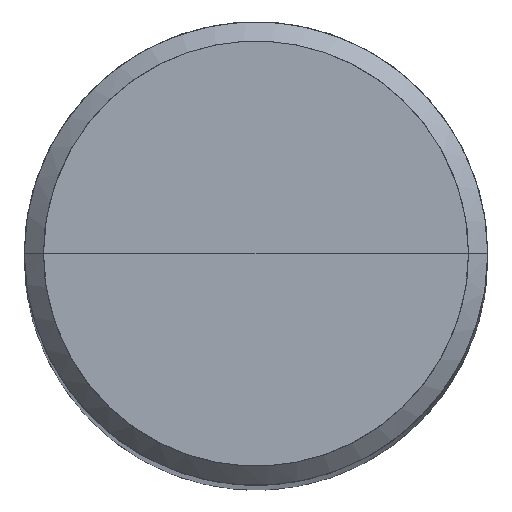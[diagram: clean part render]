
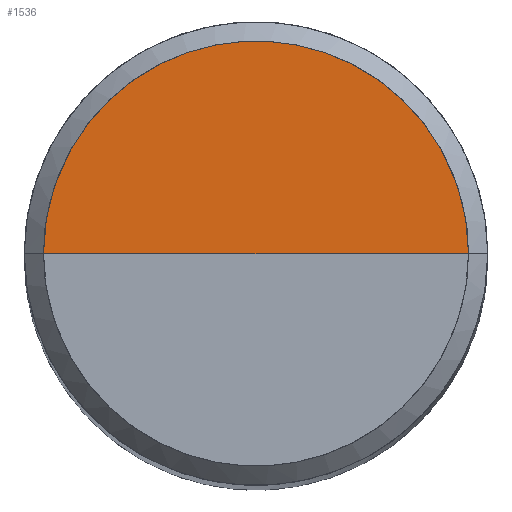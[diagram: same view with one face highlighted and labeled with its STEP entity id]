
A CAD part, top view. The second image highlights one B-rep face of the part: STEP entity #1536.
In plain terms, the highlighted free-form (B-spline) face has degree [1, 2] with [2, 5] control points.
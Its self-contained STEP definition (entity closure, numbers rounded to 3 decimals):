
#1270=CARTESIAN_POINT('',(2.75,0.0,43.0));
#1271=CARTESIAN_POINT('',(2.75,2.75,43.0));
#1272=CARTESIAN_POINT('',(0.0,2.75,43.0));
#1273=CARTESIAN_POINT('',(-2.75,2.75,43.0));
#1274=CARTESIAN_POINT('',(-2.75,0.0,43.0));
#1275=CARTESIAN_POINT('',(0.0,0.0,43.0));
#1521=(
BOUNDED_SURFACE()
B_SPLINE_SURFACE(1,2,(
(#1270,#1271,#1272,#1273,#1274),
(#1275,#1275,#1275,#1275,#1275)
), .UNSPECIFIED.,.F.,.F.,.F.)
B_SPLINE_SURFACE_WITH_KNOTS((2,2),(3,2,3),(
0.0,1.0),(
0.0,0.5,1.0), .UNSPECIFIED.)
GEOMETRIC_REPRESENTATION_ITEM()
RATIONAL_B_SPLINE_SURFACE(((1.0,0.707,1.0,0.707,1.0),
(1.0,0.707,1.0,0.707,1.0)
))
REPRESENTATION_ITEM('')
SURFACE()
);
#1522=(
BOUNDED_CURVE()
B_SPLINE_CURVE(2,(#1274,#1273,#1272,#1271,#1270),.UNSPECIFIED.,.F.,.F.)
B_SPLINE_CURVE_WITH_KNOTS((3,2,3),
(0.0,0.5,1.0),.UNSPECIFIED.)
CURVE()
GEOMETRIC_REPRESENTATION_ITEM()
RATIONAL_B_SPLINE_CURVE((1.0,0.707,1.0,0.707,1.0))
REPRESENTATION_ITEM('')
);
#1523=(
BOUNDED_CURVE()
B_SPLINE_CURVE(1,(#1270,#1275),.UNSPECIFIED.,.F.,.F.)
B_SPLINE_CURVE_WITH_KNOTS((2,2),
(0.0,1.0),.UNSPECIFIED.)
CURVE()
GEOMETRIC_REPRESENTATION_ITEM()
RATIONAL_B_SPLINE_CURVE((1.0,1.0))
REPRESENTATION_ITEM('')
);
#1524=(
BOUNDED_CURVE()
B_SPLINE_CURVE(1,(#1275,#1274),.UNSPECIFIED.,.F.,.F.)
B_SPLINE_CURVE_WITH_KNOTS((2,2),
(0.0,1.0),.UNSPECIFIED.)
CURVE()
GEOMETRIC_REPRESENTATION_ITEM()
RATIONAL_B_SPLINE_CURVE((1.0,1.0))
REPRESENTATION_ITEM('')
);
#1525=VERTEX_POINT('',#1270);
#1526=VERTEX_POINT('',#1274);
#1527=VERTEX_POINT('',#1275);
#1528=EDGE_CURVE('',#1526,#1525,#1522,.T.);
#1529=EDGE_CURVE('',#1525,#1527,#1523,.T.);
#1530=EDGE_CURVE('',#1527,#1526,#1524,.T.);
#1531=ORIENTED_EDGE('',*,*,#1528,.T.);
#1532=ORIENTED_EDGE('',*,*,#1529,.T.);
#1533=ORIENTED_EDGE('',*,*,#1530,.T.);
#1534=EDGE_LOOP('',(#1531,#1532,#1533));
#1535=FACE_OUTER_BOUND('',#1534,.T.);
#1536=ADVANCED_FACE('',(#1535),#1521,.T.);
